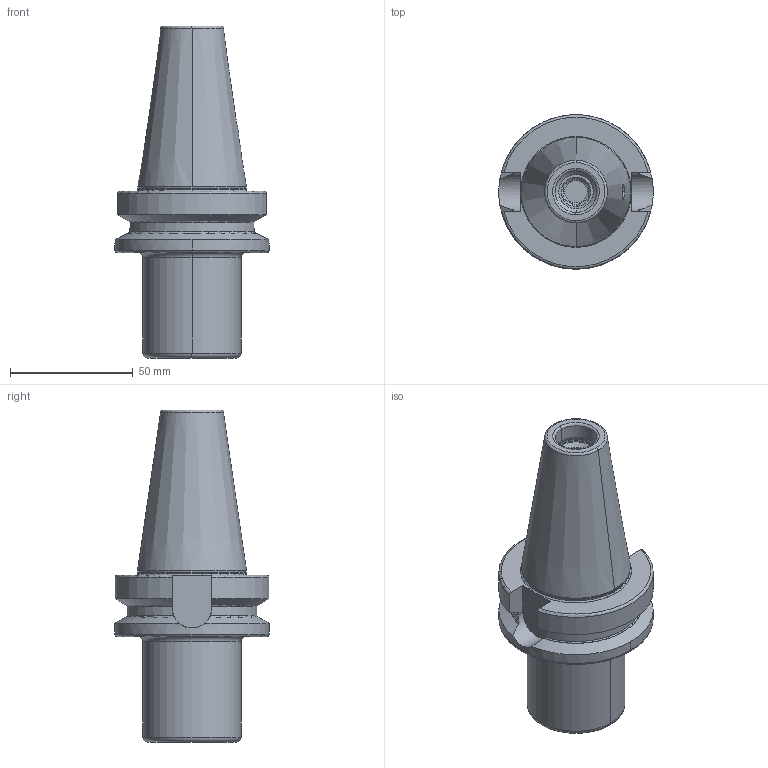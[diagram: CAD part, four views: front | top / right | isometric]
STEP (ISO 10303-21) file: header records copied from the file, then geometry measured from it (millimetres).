
FILE_DESCRIPTION((''),'2;1');
FILE_NAME('405_08_03','2020-07-28T',('101107'),(''),'CREO PARAMETRIC BY PTC INC, 2016260','CREO PARAMETRIC BY PTC INC, 2016260','');
FILE_SCHEMA(('CONFIG_CONTROL_DESIGN'));
Length unit declared in the file: millimetre
Products named in the file (1): 405_08_03
Bounding box: 63 x 63 x 135.4 mm (x, y, z)
Volume: 151862.7 mm3; surface area: 34372.7 mm2
Topology: 1 solids, 1 shells, 154 faces, 376 edges, 232 vertices
Faces by surface type: plane 50, cylinder 39, cone 37, torus 28
Entity records: 4884 total; most frequent: CARTESIAN_POINT 1205, DIRECTION 792, ORIENTED_EDGE 752, EDGE_CURVE 376, AXIS2_PLACEMENT_3D 327, VERTEX_POINT 232, CIRCLE 170, EDGE_LOOP 166
